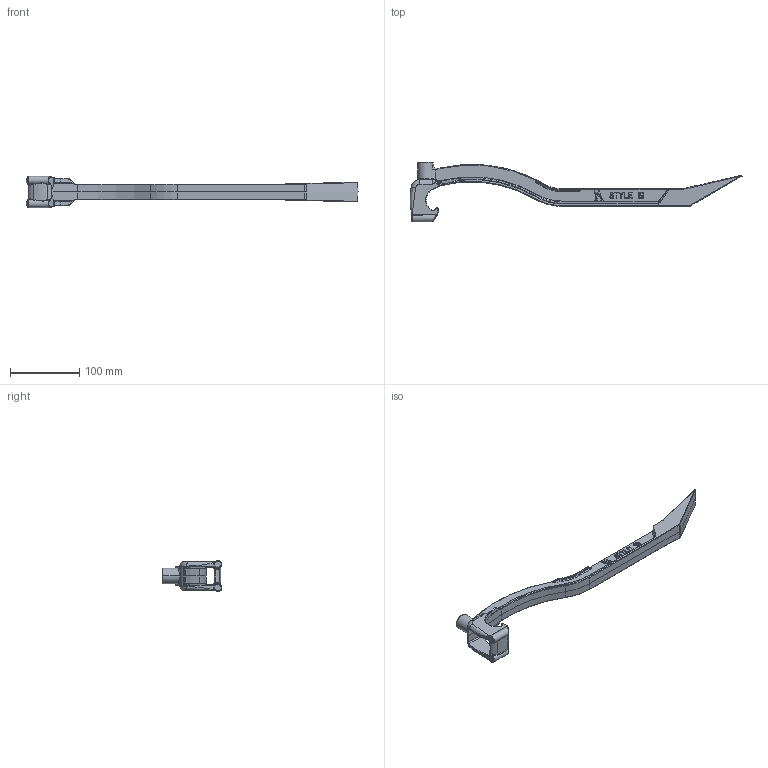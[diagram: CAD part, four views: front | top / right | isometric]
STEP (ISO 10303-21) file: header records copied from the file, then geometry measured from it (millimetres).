
FILE_DESCRIPTION((''),'2;1');
FILE_NAME('D05962','2020-06-30T',('SOBrien2'),(''),'CREO PARAMETRIC BY PTC INC, 2015290','CREO PARAMETRIC BY PTC INC, 2015290','');
FILE_SCHEMA(('CONFIG_CONTROL_DESIGN'));
Length unit declared in the file: inch
Products named in the file (1): D05962
Bounding box: 478.02 x 85.74 x 44.77 mm (x, y, z)
Volume: 182955.9 mm3; surface area: 56355.3 mm2
Topology: 1 solids, 1 shells, 717 faces, 1768 edges, 1073 vertices
Faces by surface type: plane 306, bspline 165, cylinder 119, torus 78, cone 32, sphere 15, extrusion 2
Entity records: 28279 total; most frequent: CARTESIAN_POINT 12412, ORIENTED_EDGE 3536, DIRECTION 2968, EDGE_CURVE 1768, VERTEX_POINT 1073, AXIS2_PLACEMENT_3D 1015, VECTOR 938, LINE 936
